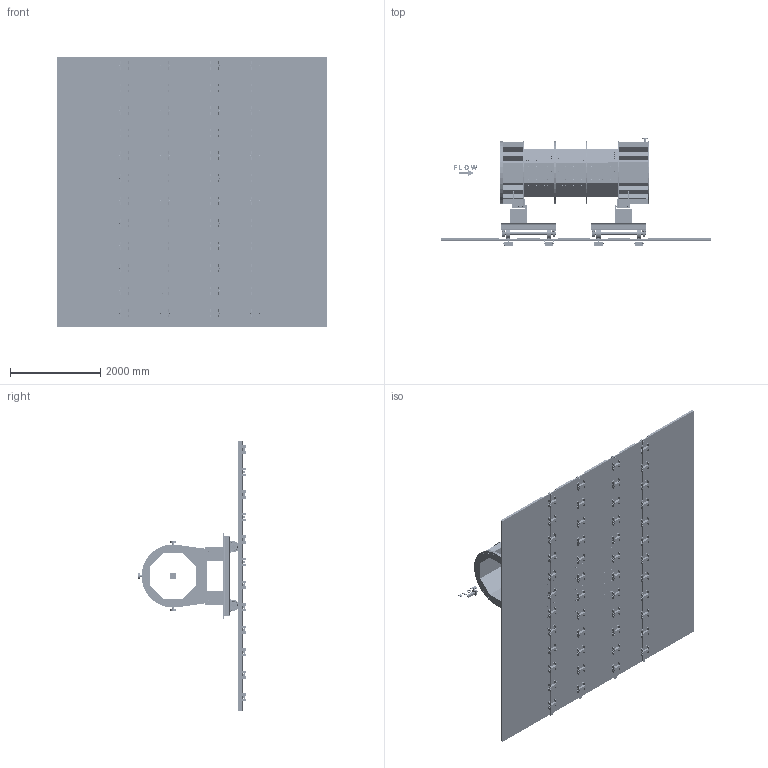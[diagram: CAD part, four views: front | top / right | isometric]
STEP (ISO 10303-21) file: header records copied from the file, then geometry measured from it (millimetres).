
FILE_DESCRIPTION(/* description */ (''),/* implementation_level */ '2;1');
FILE_NAME(/* name */ '20150327_24LTWT_closed_ver3_アンカー新位置.stp',/* time_stamp */ '2015-06-03T19:24:32+09:00',/* author */ ('okuizumi'),/* organization */ (''),/* preprocessor_version */ 'ST-DEVELOPER v15.6',/* originating_system */ 'Autodesk Inventor 2015',/* authorisation */ '');
FILE_SCHEMA (('AUTOMOTIVE_DESIGN { 1 0 10303 214 3 1 1 }'));
Products named in the file (134): Rail-01; V40x40x5x6000; S126x60x28; S140x50x19; S50x30x16; S50x30x16-01; M10x1.0 x 35; R375738-03-09; V75x75x9x55; R375738-03-09_1; R375738-03-09_2; R375738-03-09_3; R375738-03-09_4; R375738-03-09_5; R375738-03-09_6; R375738-03-09_7; R375738-03-09_8; R375738-03-09_9; R375738-03-09_10; R375738-03-09_11; レール; R375738-03-09_12; R375738-03-09_13; R375738-03-09_14; R375738-03-09_15; R375738-03-09_16; R375738-03-09_17; R375738-03-09_18; R375738-03-09_19; R375738-03-09_20; R375738-03-09_21; R375738-03-09_22; R375738-03-09_23; レール_1; R375738-03-09_24; R375738-03-09_25; R375738-03-09_26; R375738-03-09_27; R375738-03-09_28; R375738-03-09_29 ...
Bounding box: 6000 x 2375.71 x 6000 mm (x, y, z)
Volume: 2221209441.6 mm3; surface area: 167397708.3 mm2
Topology: 830 solids, 830 shells, 12387 faces, 28877 edges, 18371 vertices
Faces by surface type: plane 7007, cylinder 3289, cone 1947, torus 132, bspline 12
Full cylindrical faces by diameter (mm): 8.376 x572, 9 x144, 10 x96, 10.106 x65, 11 x192, 12 x572, 14 x40, 14.5 x36, 16 x156, 17.3 x65, 18 x65, 19 x48, 24 x36, 36 x3, 41 x3, 49 x6, 50 x16, 55 x16, 61 x16, 61.8 x3, 65 x4, 70 x3, 103.5 x16, 130 x6, 197.5 x8, 210 x8, 240 x16, 1400 x4
Entity records: 69465 total; most frequent: DIRECTION 12927, CARTESIAN_POINT 10993, ORIENTED_EDGE 8152, AXIS2_PLACEMENT_3D 5516, EDGE_LOOP 4228, EDGE_CURVE 4076, VERTEX_POINT 3226, FACE_OUTER_BOUND 2380
